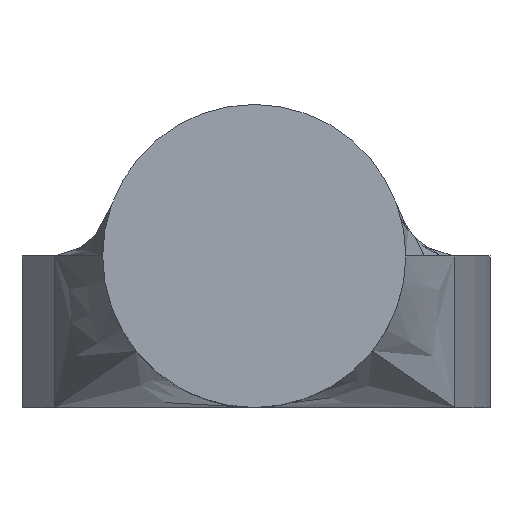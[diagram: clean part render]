
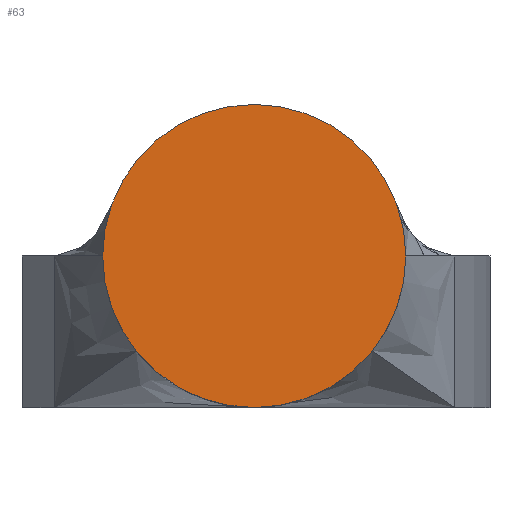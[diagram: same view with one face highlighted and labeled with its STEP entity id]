
A CAD part, front view. The second image highlights one B-rep face of the part: STEP entity #63.
In plain terms, the highlighted planar face has unit normal (0, -1, 0).
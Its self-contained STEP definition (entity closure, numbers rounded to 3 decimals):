
#36 = DIRECTION ( 'NONE',  ( 0., -1., 0. ) ) ;
#58 = DIRECTION ( 'NONE',  ( 0., 0., 1. ) ) ;
#63 = ADVANCED_FACE ( 'NONE', ( #242 ), #268, .F. ) ;
#65 = VERTEX_POINT ( 'NONE', #116 ) ;
#73 = DIRECTION ( 'NONE',  ( 0., 1., 0. ) ) ;
#102 = DIRECTION ( 'NONE',  ( 0., -1., 0. ) ) ;
#116 = CARTESIAN_POINT ( 'NONE',  ( 0., -1200., -4.5 ) ) ;
#138 = CIRCLE ( 'NONE', #490, 4.5 ) ;
#147 = EDGE_CURVE ( 'NONE', #65, #406, #138, .T. ) ;
#215 = CIRCLE ( 'NONE', #290, 4.5 ) ;
#216 = EDGE_LOOP ( 'NONE', ( #659, #572 ) ) ;
#242 = FACE_OUTER_BOUND ( 'NONE', #216, .T. ) ;
#268 = PLANE ( 'NONE',  #278 ) ;
#278 = AXIS2_PLACEMENT_3D ( 'NONE', #318, #73, #597 ) ;
#290 = AXIS2_PLACEMENT_3D ( 'NONE', #367, #102, #58 ) ;
#318 = CARTESIAN_POINT ( 'NONE',  ( 0., -1200., 0. ) ) ;
#344 = DIRECTION ( 'NONE',  ( 0., 0., 1. ) ) ;
#356 = CARTESIAN_POINT ( 'NONE',  ( 0., -1200., 4.5 ) ) ;
#367 = CARTESIAN_POINT ( 'NONE',  ( 0., -1200., 0. ) ) ;
#406 = VERTEX_POINT ( 'NONE', #356 ) ;
#490 = AXIS2_PLACEMENT_3D ( 'NONE', #542, #36, #344 ) ;
#542 = CARTESIAN_POINT ( 'NONE',  ( 0., -1200., 0. ) ) ;
#549 = EDGE_CURVE ( 'NONE', #406, #65, #215, .T. ) ;
#572 = ORIENTED_EDGE ( 'NONE', *, *, #147, .T. ) ;
#597 = DIRECTION ( 'NONE',  ( 0., 0., 1. ) ) ;
#659 = ORIENTED_EDGE ( 'NONE', *, *, #549, .T. ) ;
